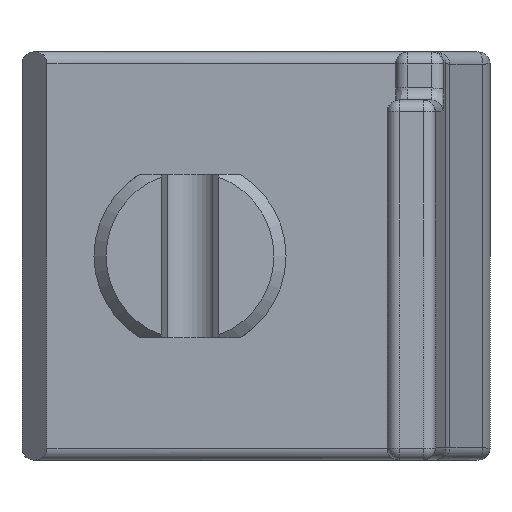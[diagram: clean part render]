
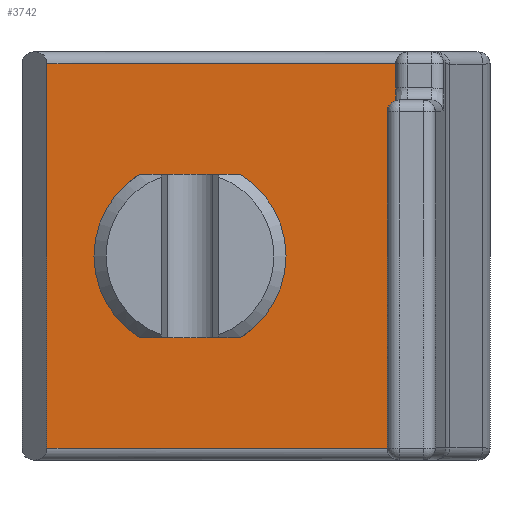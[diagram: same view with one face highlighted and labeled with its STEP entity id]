
A CAD part, left-side view. The second image highlights one B-rep face of the part: STEP entity #3742.
In plain terms, the highlighted planar face has unit normal (-0.999, 0.052, 0).
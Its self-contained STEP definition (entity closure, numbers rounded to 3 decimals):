
#558=CARTESIAN_POINT('',(-1.035,18.459,-8.));
#600=CARTESIAN_POINT('',(-1.035,18.459,8.));
#1239=DIRECTION('',(0.052,0.999,0.));
#1240=VECTOR('',#1239,2.37);
#1241=CARTESIAN_POINT('',(-1.41,11.317,-3.4));
#1242=LINE('',#1241,#1240);
#1246=DIRECTION('',(-0.052,-0.999,0.));
#1247=VECTOR('',#1246,2.37);
#1248=CARTESIAN_POINT('',(-1.286,13.683,3.4));
#1249=LINE('',#1248,#1247);
#1253=DIRECTION('',(0.052,0.999,0.));
#1254=VECTOR('',#1253,16.007);
#1255=CARTESIAN_POINT('',(-1.873,2.474,-8.));
#1256=LINE('',#1255,#1254);
#1260=DIRECTION('',(0.,0.,1.));
#1261=VECTOR('',#1260,16.);
#1262=CARTESIAN_POINT('',(-1.035,18.459,-8.));
#1263=LINE('',#1262,#1261);
#1267=DIRECTION('',(-0.052,-0.999,0.));
#1268=VECTOR('',#1267,16.007);
#1269=CARTESIAN_POINT('',(-1.035,18.459,8.));
#1270=LINE('',#1269,#1268);
#1274=DIRECTION('',(0.,0.,1.));
#1275=VECTOR('',#1274,16.);
#1276=CARTESIAN_POINT('',(-1.873,2.474,-8.));
#1277=LINE('',#1276,#1275);
#1296=CARTESIAN_POINT('',(-1.41,11.317,3.4));
#1297=CARTESIAN_POINT('',(-1.415,11.215,3.365));
#1298=CARTESIAN_POINT('',(-1.424,11.039,3.294));
#1299=CARTESIAN_POINT('',(-1.436,10.822,3.188));
#1300=CARTESIAN_POINT('',(-1.445,10.635,3.081));
#1301=CARTESIAN_POINT('',(-1.457,10.415,2.94));
#1302=CARTESIAN_POINT('',(-1.469,10.184,2.763));
#1303=CARTESIAN_POINT('',(-1.481,9.953,2.55));
#1304=CARTESIAN_POINT('',(-1.491,9.757,2.338));
#1305=CARTESIAN_POINT('',(-1.503,9.534,2.054));
#1306=CARTESIAN_POINT('',(-1.515,9.315,1.7));
#1307=CARTESIAN_POINT('',(-1.525,9.123,1.275));
#1308=CARTESIAN_POINT('',(-1.531,8.993,0.85));
#1309=CARTESIAN_POINT('',(-1.535,8.917,0.425));
#1310=CARTESIAN_POINT('',(-1.537,8.892,0.));
#1311=CARTESIAN_POINT('',(-1.535,8.917,-0.425));
#1312=CARTESIAN_POINT('',(-1.531,8.993,-0.85));
#1313=CARTESIAN_POINT('',(-1.525,9.123,-1.275));
#1314=CARTESIAN_POINT('',(-1.515,9.315,-1.7));
#1315=CARTESIAN_POINT('',(-1.503,9.534,
-2.054));
#1316=CARTESIAN_POINT('',(-1.491,9.757,-2.338));
#1317=CARTESIAN_POINT('',(-1.481,9.953,-2.55));
#1318=CARTESIAN_POINT('',(-1.469,10.184,-2.763));
#1319=CARTESIAN_POINT('',(-1.457,10.415,
-2.94));
#1320=CARTESIAN_POINT('',(-1.445,10.635,-3.081));
#1321=CARTESIAN_POINT('',(-1.436,10.822,-3.188));
#1322=CARTESIAN_POINT('',(-1.424,11.039,-3.294));
#1323=CARTESIAN_POINT('',(-1.415,11.215,
-3.365));
#1324=CARTESIAN_POINT('',(-1.41,11.317,-3.4));
#1336=CARTESIAN_POINT('',(-1.286,13.683,-3.4));
#1337=CARTESIAN_POINT('',(-1.28,13.785,
-3.365));
#1338=CARTESIAN_POINT('',(-1.271,13.961,-3.294));
#1339=CARTESIAN_POINT('',(-1.26,14.178,-3.188));
#1340=CARTESIAN_POINT('',(-1.25,14.365,-3.081));
#1341=CARTESIAN_POINT('',(-1.238,14.585,
-2.94));
#1342=CARTESIAN_POINT('',(-1.226,14.816,-2.763));
#1343=CARTESIAN_POINT('',(-1.214,15.047,-2.55));
#1344=CARTESIAN_POINT('',(-1.204,15.243,-2.338));
#1345=CARTESIAN_POINT('',(-1.192,15.466,
-2.054));
#1346=CARTESIAN_POINT('',(-1.181,15.685,-1.7));
#1347=CARTESIAN_POINT('',(-1.171,15.877,-1.275));
#1348=CARTESIAN_POINT('',(-1.164,16.007,-0.85));
#1349=CARTESIAN_POINT('',(-1.16,16.083,-0.425));
#1350=CARTESIAN_POINT('',(-1.159,16.108,0.));
#1351=CARTESIAN_POINT('',(-1.16,16.083,0.425));
#1352=CARTESIAN_POINT('',(-1.164,16.007,0.85));
#1353=CARTESIAN_POINT('',(-1.171,15.877,1.275));
#1354=CARTESIAN_POINT('',(-1.181,15.685,1.7));
#1355=CARTESIAN_POINT('',(-1.192,15.466,2.054));
#1356=CARTESIAN_POINT('',(-1.204,15.243,2.338));
#1357=CARTESIAN_POINT('',(-1.214,15.047,2.55));
#1358=CARTESIAN_POINT('',(-1.226,14.816,2.763));
#1359=CARTESIAN_POINT('',(-1.238,14.585,2.94));
#1360=CARTESIAN_POINT('',(-1.25,14.365,3.081));
#1361=CARTESIAN_POINT('',(-1.26,14.178,3.188));
#1362=CARTESIAN_POINT('',(-1.271,13.961,3.294));
#1363=CARTESIAN_POINT('',(-1.28,13.785,3.365));
#1364=CARTESIAN_POINT('',(-1.286,13.683,3.4));
#2340=CARTESIAN_POINT('',(-1.286,13.683,3.4));
#2341=CARTESIAN_POINT('',(-1.41,11.317,3.4));
#2342=VERTEX_POINT('',#2340);
#2343=VERTEX_POINT('',#2341);
#2344=CARTESIAN_POINT('',(-1.41,11.317,-3.4));
#2345=CARTESIAN_POINT('',(-1.286,13.683,-3.4));
#2346=VERTEX_POINT('',#2344);
#2347=VERTEX_POINT('',#2345);
#2389=VERTEX_POINT('',#558);
#2390=CARTESIAN_POINT('',(-1.873,2.474,-8.));
#2391=VERTEX_POINT('',#2390);
#2394=VERTEX_POINT('',#600);
#2398=CARTESIAN_POINT('',(-1.873,2.474,8.));
#2399=VERTEX_POINT('',#2398);
#3720=CARTESIAN_POINT('',(-1.035,18.459,-8.5));
#3721=DIRECTION('',(-0.999,0.052,0.));
#3722=DIRECTION('',(-0.052,-0.999,0.));
#3723=AXIS2_PLACEMENT_3D('',#3720,#3721,#3722);
#3724=PLANE('',#3723);
#3725=ORIENTED_EDGE('',*,*,#2828,.T.);
#3726=ORIENTED_EDGE('',*,*,#2852,.T.);
#3728=ORIENTED_EDGE('',*,*,#3727,.T.);
#3729=ORIENTED_EDGE('',*,*,#3713,.F.);
#3730=EDGE_LOOP('',(#3725,#3726,#3728,#3729));
#3731=FACE_OUTER_BOUND('',#3730,.F.);
#3733=ORIENTED_EDGE('',*,*,#3732,.F.);
#3735=ORIENTED_EDGE('',*,*,#3734,.F.);
#3737=ORIENTED_EDGE('',*,*,#3736,.F.);
#3739=ORIENTED_EDGE('',*,*,#3738,.F.);
#3740=EDGE_LOOP('',(#3733,#3735,#3737,#3739));
#3741=FACE_BOUND('',#3740,.F.);
#1325=B_SPLINE_CURVE_WITH_KNOTS('',3,(#1296,#1297,#1298,#1299,#1300,#1301,#1302,
#1303,#1304,#1305,#1306,#1307,#1308,#1309,#1310,#1311,#1312,#1313,#1314,#1315,
#1316,#1317,#1318,#1319,#1320,#1321,#1322,#1323,#1324),.UNSPECIFIED.,.F.,.F.,(4,
1,1,1,1,1,1,1,1,1,1,1,1,1,1,1,1,1,1,1,1,1,1,1,1,1,4),(0.,0.016,0.031,
0.047,0.063,0.094,0.125,0.156,0.188,0.25,0.313,0.375,
0.438,0.5,0.563,0.625,0.688,0.75,0.813,0.844,0.875,
0.906,0.938,0.953,0.969,0.984,1.),.UNSPECIFIED.);
#1365=B_SPLINE_CURVE_WITH_KNOTS('',3,(#1336,#1337,#1338,#1339,#1340,#1341,#1342,
#1343,#1344,#1345,#1346,#1347,#1348,#1349,#1350,#1351,#1352,#1353,#1354,#1355,
#1356,#1357,#1358,#1359,#1360,#1361,#1362,#1363,#1364),.UNSPECIFIED.,.F.,.F.,(4,
1,1,1,1,1,1,1,1,1,1,1,1,1,1,1,1,1,1,1,1,1,1,1,1,1,4),(0.,0.016,0.031,
0.047,0.063,0.094,0.125,0.156,0.188,0.25,0.313,0.375,
0.438,0.5,0.563,0.625,0.688,0.75,0.813,0.844,0.875,
0.906,0.938,0.953,0.969,0.984,1.),.UNSPECIFIED.);
#2828=EDGE_CURVE('',#2391,#2389,#1256,.T.);
#2852=EDGE_CURVE('',#2389,#2394,#1263,.T.);
#3713=EDGE_CURVE('',#2391,#2399,#1277,.T.);
#3727=EDGE_CURVE('',#2394,#2399,#1270,.T.);
#3732=EDGE_CURVE('',#2347,#2342,#1365,.T.);
#3734=EDGE_CURVE('',#2346,#2347,#1242,.T.);
#3736=EDGE_CURVE('',#2343,#2346,#1325,.T.);
#3738=EDGE_CURVE('',#2342,#2343,#1249,.T.);
#3742=ADVANCED_FACE('',(#3731,#3741),#3724,.T.);
